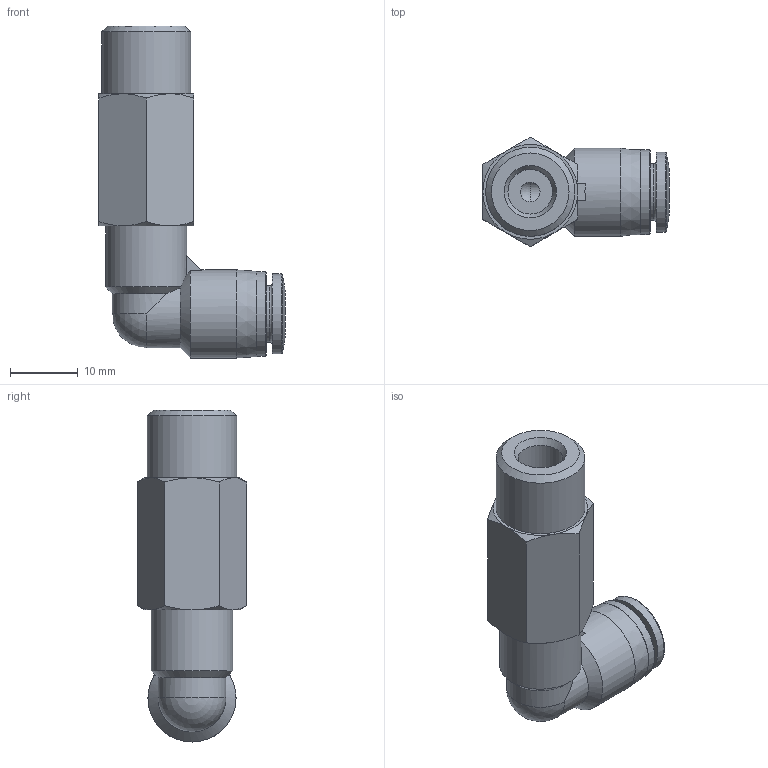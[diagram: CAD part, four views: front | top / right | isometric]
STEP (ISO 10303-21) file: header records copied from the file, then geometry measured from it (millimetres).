
FILE_DESCRIPTION(/* description */ ('STEP AP214'),/* implementation_level */ '2;1');
FILE_NAME(/* name */ '576051_QBLL-1_4-1_4-U-M',/* time_stamp */ '2024-09-14T02:40:06+02:00',/* author */ ('License CC BY-ND 4.0'),/* organization */ ('CADENAS'),/* preprocessor_version */ 'ST-DEVELOPER v19.3',/* originating_system */ 'PARTsolutions',/* authorisation */ ' ');
FILE_SCHEMA (('AUTOMOTIVE_DESIGN {1 0 10303 214 3 1 1}'));
Length unit declared in the file: millimetre
Products named in the file (1): 576051 QBLL-1/4-1/4-U-M
Bounding box: 27.5 x 16.17 x 49 mm (x, y, z)
Volume: 7105.4 mm3; surface area: 3822.6 mm2
Topology: 1 solids, 1 shells, 53 faces, 118 edges, 71 vertices
Faces by surface type: cone 19, plane 17, cylinder 12, torus 3, sphere 2
Full cylindrical faces by diameter (mm): 2.9 x1, 3.5 x1, 6.35 x1, 6.579 x1, 8.35 x1, 11.8 x1, 12 x1, 12.5 x1, 13 x1, 13.157 x1
Entity records: 1741 total; most frequent: CARTESIAN_POINT 317, DIRECTION 214, ORIENTED_EDGE 184, AXIS2_PLACEMENT_3D 101, EDGE_CURVE 92, EDGE_LOOP 79, FACE_BOUND 79, VERTEX_POINT 65
